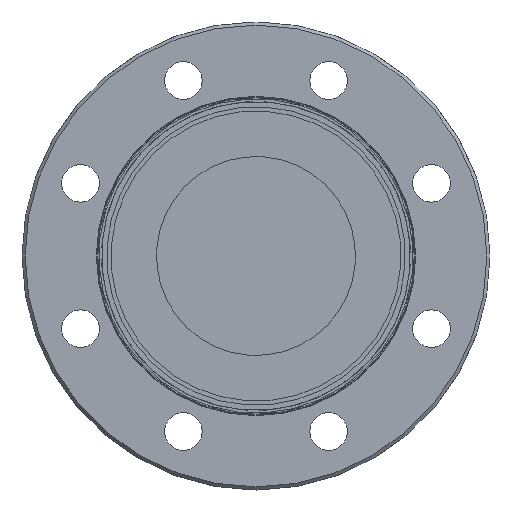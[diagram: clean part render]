
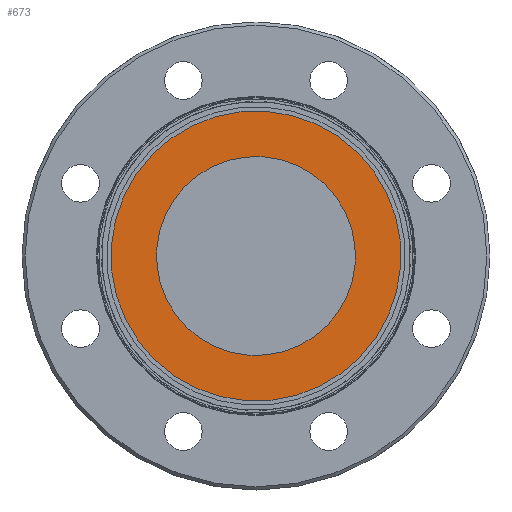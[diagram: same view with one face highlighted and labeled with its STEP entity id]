
A CAD part, front view. The second image highlights one B-rep face of the part: STEP entity #673.
In plain terms, the highlighted planar face has unit normal (0, -1, 0).
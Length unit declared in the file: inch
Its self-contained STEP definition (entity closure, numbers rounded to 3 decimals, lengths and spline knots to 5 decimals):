
#37 = CARTESIAN_POINT ( 'NONE',  ( 0., -0.676, 0. ) ) ;
#38 = DIRECTION ( 'NONE',  ( 0., -1., 0. ) ) ;
#39 = DIRECTION ( 'NONE',  ( 0.274, 0., -0.962 ) ) ;
#97 = ORIENTED_EDGE ( 'NONE', *, *, #796, .F. ) ;
#98 = ORIENTED_EDGE ( 'NONE', *, *, #892, .F. ) ;
#99 = ORIENTED_EDGE ( 'NONE', *, *, #719, .T. ) ;
#100 = ORIENTED_EDGE ( 'NONE', *, *, #638, .T. ) ;
#169 = VERTEX_POINT ( 'NONE', #434 ) ;
#193 = VERTEX_POINT ( 'NONE', #415 ) ;
#217 = VERTEX_POINT ( 'NONE', #521 ) ;
#222 = VERTEX_POINT ( 'NONE', #1710 ) ;
#415 = CARTESIAN_POINT ( 'NONE',  ( -0.26075, -0.676, 0.91351 ) ) ;
#434 = CARTESIAN_POINT ( 'NONE',  ( 0.26075, -0.676, -0.91351 ) ) ;
#521 = CARTESIAN_POINT ( 'NONE',  ( 0.38015, -0.676, -1.33181 ) ) ;
#638 = EDGE_CURVE ( 'NONE', #222, #217, #1934, .T. ) ;
#673 = ADVANCED_FACE ( 'NONE', ( #1393, #1717 ), #2191, .T. ) ;
#719 = EDGE_CURVE ( 'NONE', #217, #222, #1759, .T. ) ;
#796 = EDGE_CURVE ( 'NONE', #169, #193, #1914, .T. ) ;
#892 = EDGE_CURVE ( 'NONE', #193, #169, #2060, .T. ) ;
#956 = EDGE_LOOP ( 'NONE', ( #99, #100 ) ) ;
#1110 = EDGE_LOOP ( 'NONE', ( #97, #98 ) ) ;
#1300 = CARTESIAN_POINT ( 'NONE',  ( 0., -0.676, 0. ) ) ;
#1301 = DIRECTION ( 'NONE',  ( 0., -1., 0. ) ) ;
#1302 = DIRECTION ( 'NONE',  ( 0.274, 0., -0.962 ) ) ;
#1357 = DIRECTION ( 'NONE',  ( 0.274, 0., -0.962 ) ) ;
#1364 = DIRECTION ( 'NONE',  ( 0., -1., 0. ) ) ;
#1373 = CARTESIAN_POINT ( 'NONE',  ( 0., -0.676, 0. ) ) ;
#1393 = FACE_OUTER_BOUND ( 'NONE', #956, .T. ) ;
#1397 = CARTESIAN_POINT ( 'NONE',  ( 0.91351, -0.676, 0.26075 ) ) ;
#1398 = DIRECTION ( 'NONE',  ( 0., -1., 0. ) ) ;
#1399 = DIRECTION ( 'NONE',  ( 0.274, 0., -0.962 ) ) ;
#1462 = CARTESIAN_POINT ( 'NONE',  ( 0., -0.676, 0. ) ) ;
#1463 = DIRECTION ( 'NONE',  ( 0., -1., 0. ) ) ;
#1464 = DIRECTION ( 'NONE',  ( 0.274, 0., -0.962 ) ) ;
#1710 = CARTESIAN_POINT ( 'NONE',  ( -0.38015, -0.676, 1.33181 ) ) ;
#1717 = FACE_BOUND ( 'NONE', #1110, .T. ) ;
#1721 = AXIS2_PLACEMENT_3D ( 'NONE', #1397, #1398, #1399 ) ;
#1759 = CIRCLE ( 'NONE', #1782, 1.385 ) ;
#1782 = AXIS2_PLACEMENT_3D ( 'NONE', #37, #38, #39 ) ;
#1914 = CIRCLE ( 'NONE', #1923, 0.95 ) ;
#1917 = AXIS2_PLACEMENT_3D ( 'NONE', #1373, #1364, #1357 ) ;
#1923 = AXIS2_PLACEMENT_3D ( 'NONE', #1462, #1463, #1464 ) ;
#1934 = CIRCLE ( 'NONE', #1917, 1.385 ) ;
#2052 = AXIS2_PLACEMENT_3D ( 'NONE', #1300, #1301, #1302 ) ;
#2060 = CIRCLE ( 'NONE', #2052, 0.95 ) ;
#2191 = PLANE ( 'NONE',  #1721 ) ;
